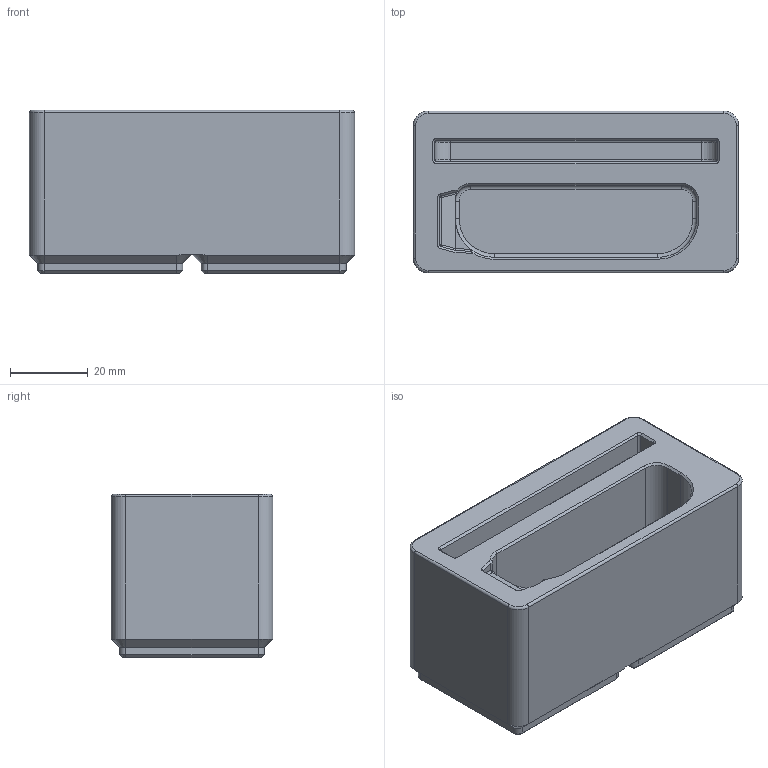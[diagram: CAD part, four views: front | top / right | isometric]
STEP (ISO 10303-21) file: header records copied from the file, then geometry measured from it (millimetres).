
FILE_DESCRIPTION(('FreeCAD Model'),'2;1');
FILE_NAME('Open CASCADE Shape Model','2023-05-07T15:05:09',(''),(''), 'Open CASCADE STEP processor 7.6','FreeCAD','Unknown');
FILE_SCHEMA(('AUTOMOTIVE_DESIGN { 1 0 10303 214 1 1 1 1 }'));
Length unit declared in the file: millimetre
Products named in the file (1): wallet-badge-holder
Bounding box: 83.5 x 41.5 x 42 mm (x, y, z)
Volume: 88364.3 mm3; surface area: 27910.2 mm2
Topology: 1 solids, 1 shells, 175 faces, 370 edges, 213 vertices
Faces by surface type: plane 80, cylinder 51, cone 26, torus 12, bspline 4, sphere 2
Full cylindrical faces by diameter (mm): 3 x8, 6.5 x8
Entity records: 10350 total; most frequent: CARTESIAN_POINT 2436, DIRECTION 1381, ORIENTED_EDGE 736, PCURVE 736, DEFINITIONAL_REPRESENTATION 736, LINE 691, VECTOR 691, EDGE_CURVE 368
